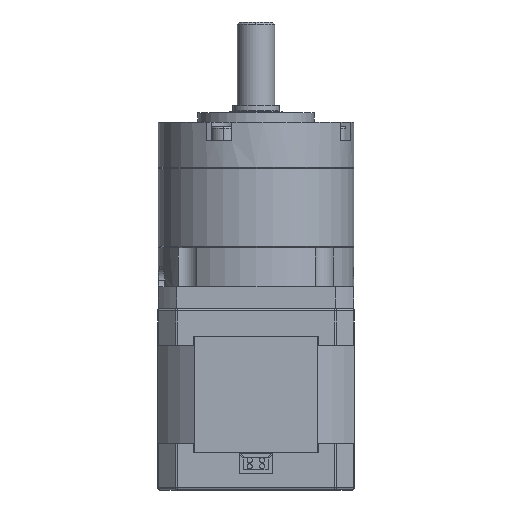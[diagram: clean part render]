
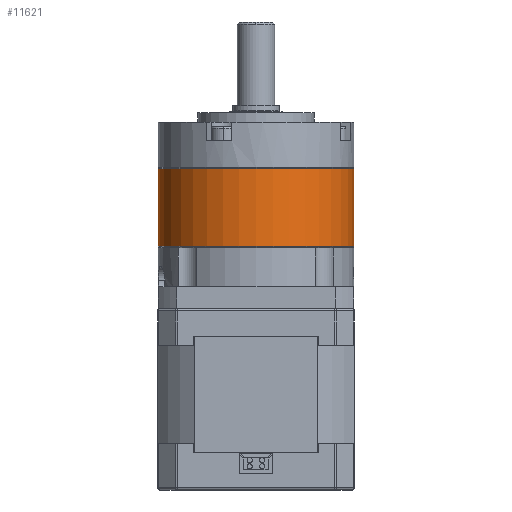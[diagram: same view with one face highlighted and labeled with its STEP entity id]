
A CAD part, front view. The second image highlights one B-rep face of the part: STEP entity #11621.
In plain terms, the highlighted cylindrical face has radius 21 mm (diameter 42 mm), a partial arc.
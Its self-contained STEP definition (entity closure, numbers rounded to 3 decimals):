
#84 = ORIENTED_EDGE ( 'NONE', *, *, #2873, .T. ) ;
#305 = CARTESIAN_POINT ( 'NONE',  ( 0., 0., 0. ) ) ;
#1273 = CIRCLE ( 'NONE', #7842, 21. ) ;
#2405 = CARTESIAN_POINT ( 'NONE',  ( 21., 0., 0. ) ) ;
#2761 = CARTESIAN_POINT ( 'NONE',  ( -21., 0., -17. ) ) ;
#2873 = EDGE_CURVE ( 'NONE', #15189, #14892, #15689, .T. ) ;
#3307 = ORIENTED_EDGE ( 'NONE', *, *, #11421, .F. ) ;
#3316 = DIRECTION ( 'NONE',  ( 1., 0., 0. ) ) ;
#3549 = CARTESIAN_POINT ( 'NONE',  ( 0., 0., -16.7 ) ) ;
#5151 = LINE ( 'NONE', #15817, #15016 ) ;
#5284 = ORIENTED_EDGE ( 'NONE', *, *, #6890, .F. ) ;
#5489 = DIRECTION ( 'NONE',  ( 0., 0., -1. ) ) ;
#5503 = AXIS2_PLACEMENT_3D ( 'NONE', #14733, #10880, #3316 ) ;
#6081 = CARTESIAN_POINT ( 'NONE',  ( -21., 0., -16.7 ) ) ;
#6890 = EDGE_CURVE ( 'NONE', #12334, #8811, #1273, .T. ) ;
#6990 = DIRECTION ( 'NONE',  ( 0., 0., 1. ) ) ;
#7547 = VECTOR ( 'NONE', #14295, 1000. ) ;
#7842 = AXIS2_PLACEMENT_3D ( 'NONE', #3549, #12696, #11282 ) ;
#8811 = VERTEX_POINT ( 'NONE', #6081 ) ;
#9079 = FACE_OUTER_BOUND ( 'NONE', #13153, .T. ) ;
#9251 = DIRECTION ( 'NONE',  ( 1., 0., 0. ) ) ;
#9471 = CARTESIAN_POINT ( 'NONE',  ( -21., 0., 0. ) ) ;
#10417 = EDGE_CURVE ( 'NONE', #12334, #15189, #5151, .T. ) ;
#10616 = CYLINDRICAL_SURFACE ( 'NONE', #5503, 21. ) ;
#10880 = DIRECTION ( 'NONE',  ( 0., 0., 1. ) ) ;
#11042 = CARTESIAN_POINT ( 'NONE',  ( 21., 0., -16.7 ) ) ;
#11282 = DIRECTION ( 'NONE',  ( 1., 0., 0. ) ) ;
#11421 = EDGE_CURVE ( 'NONE', #8811, #14892, #14392, .T. ) ;
#11621 = ADVANCED_FACE ( 'NONE', ( #9079 ), #10616, .T. ) ;
#12334 = VERTEX_POINT ( 'NONE', #11042 ) ;
#12696 = DIRECTION ( 'NONE',  ( 0., 0., -1. ) ) ;
#13153 = EDGE_LOOP ( 'NONE', ( #3307, #5284, #14457, #84 ) ) ;
#13704 = AXIS2_PLACEMENT_3D ( 'NONE', #305, #5489, #9251 ) ;
#14295 = DIRECTION ( 'NONE',  ( 0., 0., 1. ) ) ;
#14392 = LINE ( 'NONE', #2761, #7547 ) ;
#14457 = ORIENTED_EDGE ( 'NONE', *, *, #10417, .T. ) ;
#14733 = CARTESIAN_POINT ( 'NONE',  ( 0., 0., -17. ) ) ;
#14892 = VERTEX_POINT ( 'NONE', #9471 ) ;
#15016 = VECTOR ( 'NONE', #6990, 1000. ) ;
#15189 = VERTEX_POINT ( 'NONE', #2405 ) ;
#15689 = CIRCLE ( 'NONE', #13704, 21. ) ;
#15817 = CARTESIAN_POINT ( 'NONE',  ( 21., 0., -17. ) ) ;
